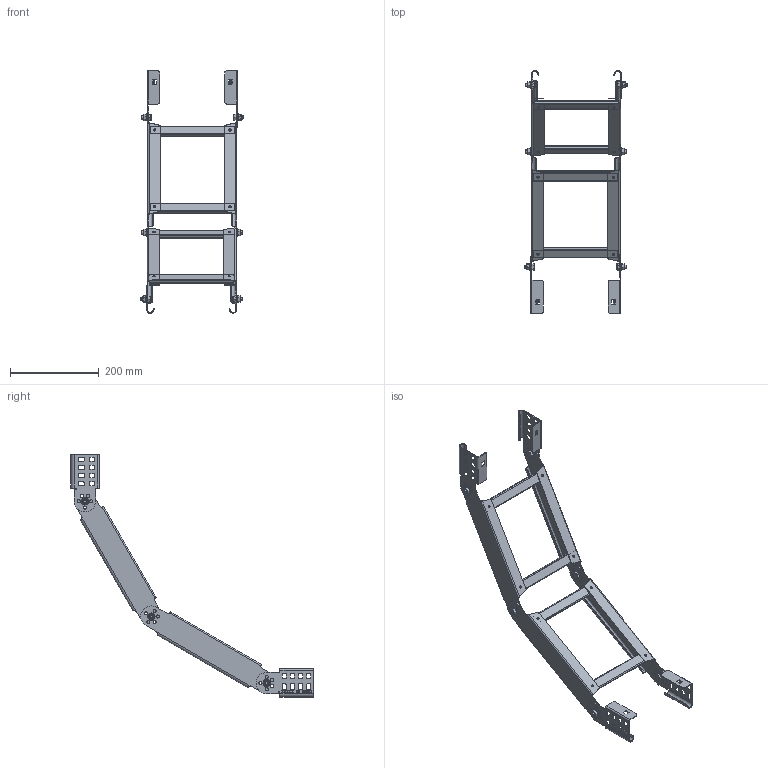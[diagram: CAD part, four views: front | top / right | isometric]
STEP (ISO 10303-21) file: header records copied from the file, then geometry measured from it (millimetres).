
FILE_DESCRIPTION((''),'2;1');
FILE_NAME('6213030_ASM','2013-01-04T',('AndreasKeweloh'),(''),'PRO/ENGINEER BY PARAMETRIC TECHNOLOGY CORPORATION, 2012230','PRO/ENGINEER BY PARAMETRIC TECHNOLOGY CORPORATION, 2012230','');
FILE_SCHEMA(('CONFIG_CONTROL_DESIGN'));
Length unit declared in the file: millimetre
Products named in the file (9): SEITENHOLM_6213_REF; SPROSSE_6213_REF; GELENKBOGENELE_6213030_ASM; SECHSKANTSCHRAUBE_ISO_4017_M8_X; SCHEIBE_A_8_4_DIN_125_6; GELENKVERBINDERTEIL_6213_REF; GELENKVERBINDERTEIL_1_6213_REF; SECHSKANTMUTTER_ISO_4032_M_8_6; 6213030_ASM
Assembly tree (28 placements, depth 3):
  6213030_ASM
    GELENKBOGENELE_6213030_ASM  x2
      SEITENHOLM_6213_REF
      SPROSSE_6213_REF
    SECHSKANTSCHRAUBE_ISO_4017_M8_X  x6
    SCHEIBE_A_8_4_DIN_125_6  x6
    GELENKVERBINDERTEIL_6213_REF  x2
    GELENKVERBINDERTEIL_1_6213_REF  x2
    SECHSKANTMUTTER_ISO_4032_M_8_6  x6
Bounding box: 230.5 x 546.81 x 546.81 mm (x, y, z)
Volume: 279003 mm3; surface area: 390538.6 mm2
Topology: 30 solids, 30 shells, 2578 faces, 7174 edges, 4696 vertices
Faces by surface type: plane 1922, cylinder 492, cone 132, bspline 32
Entity records: 38674 total; most frequent: CARTESIAN_POINT 9235, ORIENTED_EDGE 6270, DIRECTION 5733, EDGE_CURVE 3135, VECTOR 2705, LINE 2705, VERTEX_POINT 2066, AXIS2_PLACEMENT_3D 1514
